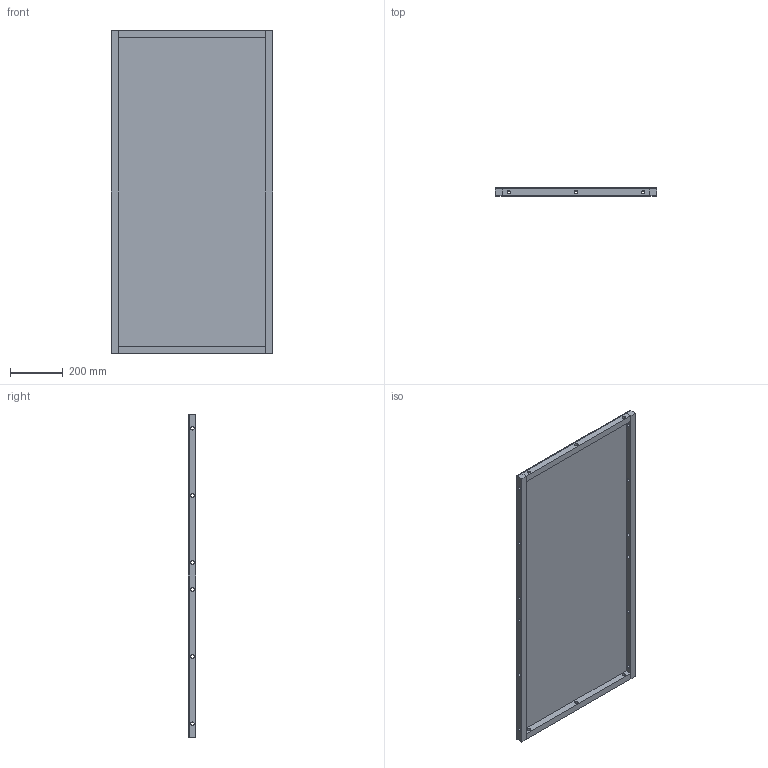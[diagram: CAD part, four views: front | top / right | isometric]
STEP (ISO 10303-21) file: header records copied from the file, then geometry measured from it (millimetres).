
FILE_DESCRIPTION(/* description */ (''),/* implementation_level */ '2;1');
FILE_NAME(/* name */ 'floor v8.step',/* time_stamp */ '2023-05-09T13:11:33-04:00',/* author */ (''),/* organization */ (''),/* preprocessor_version */ 'ST-DEVELOPER v19.2',/* originating_system */ 'Autodesk Translation Framework v12.4.0.73',/* authorisation */ '');
FILE_SCHEMA (('AUTOMOTIVE_DESIGN { 1 0 10303 214 3 1 1 }'));
Length unit declared in the file: inch
Products named in the file (1): floor
Bounding box: 609.6 x 28.57 x 1219.2 mm (x, y, z)
Volume: 4592339.1 mm3; surface area: 1878473.6 mm2
Topology: 5 solids, 5 shells, 48 faces, 114 edges, 76 vertices
Faces by surface type: plane 30, cylinder 18
Full cylindrical faces by diameter (mm): 13.096 x18
Entity records: 1497 total; most frequent: DIRECTION 248, CARTESIAN_POINT 239, ORIENTED_EDGE 228, EDGE_CURVE 114, AXIS2_PLACEMENT_3D 85, EDGE_LOOP 84, LINE 78, VECTOR 78
